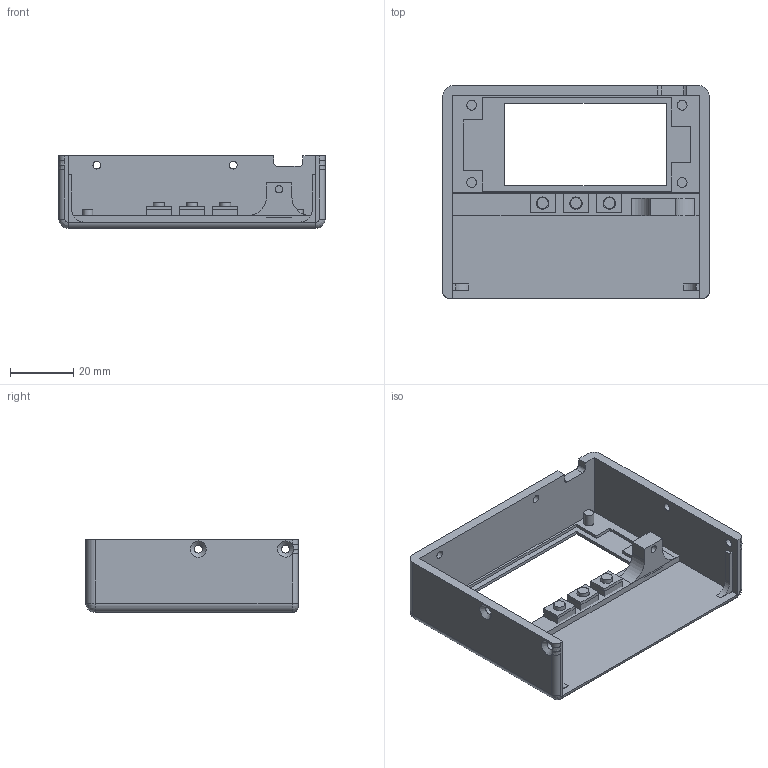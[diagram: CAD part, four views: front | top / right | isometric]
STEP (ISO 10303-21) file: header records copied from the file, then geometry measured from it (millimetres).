
FILE_DESCRIPTION(('FreeCAD Model'),'2;1');
FILE_NAME('Open CASCADE Shape Model','2024-08-14T22:13:16',(''),(''), 'Open CASCADE STEP processor 7.6','FreeCAD','Unknown');
FILE_SCHEMA(('AUTOMOTIVE_DESIGN { 1 0 10303 214 1 1 1 1 }'));
Length unit declared in the file: millimetre
Products named in the file (5): BoxV2; Screen; Buttons; Bottom; Wall
Assembly tree (4 placements, depth 2):
  BoxV2
    Screen
    Buttons
    Bottom
    Wall
Bounding box: 84 x 67 x 23 mm (x, y, z)
Volume: 22719 mm3; surface area: 21941.2 mm2
Topology: 9 solids, 9 shells, 273 faces, 645 edges, 407 vertices
Faces by surface type: plane 185, cylinder 41, bspline 19, torus 18, cone 6, revolution 4
Full cylindrical faces by diameter (mm): 2.3 x1, 2.5 x6, 3.1 x4, 3.5 x6, 3.9 x6
Entity records: 9452 total; most frequent: CARTESIAN_POINT 2438, ORIENTED_EDGE 1290, DIRECTION 1243, EDGE_CURVE 645, LINE 453, VECTOR 453, VERTEX_POINT 407, AXIS2_PLACEMENT_3D 393
